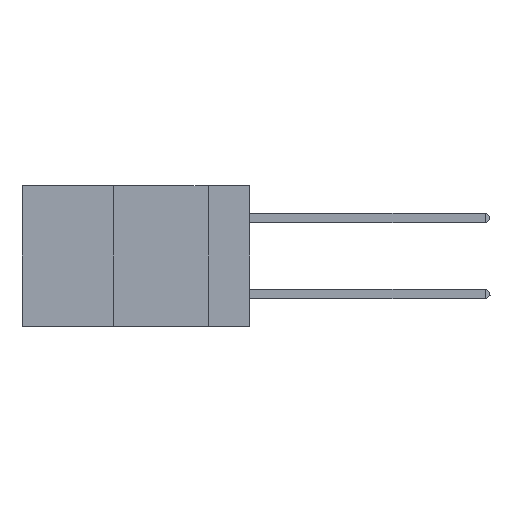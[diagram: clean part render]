
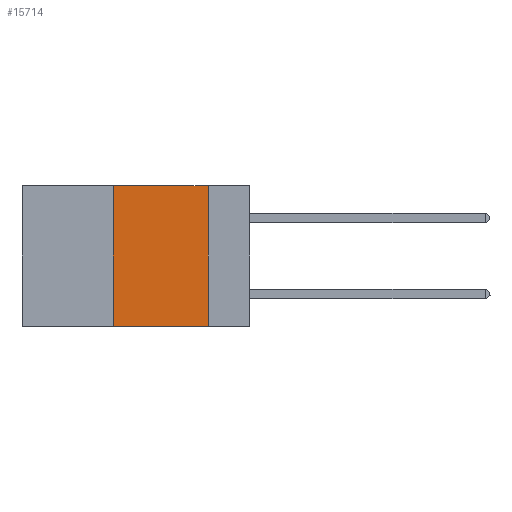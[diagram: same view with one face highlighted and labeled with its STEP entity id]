
A CAD part, left-side view. The second image highlights one B-rep face of the part: STEP entity #15714.
In plain terms, the highlighted planar face has unit normal (-1, 0, 0).
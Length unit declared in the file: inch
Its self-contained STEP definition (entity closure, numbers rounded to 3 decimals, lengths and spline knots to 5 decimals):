
#267 = ORIENTED_EDGE ( 'NONE', *, *, #17133, .F. ) ;
#287 = CARTESIAN_POINT ( 'NONE',  ( 0., 0.6, -0.37 ) ) ;
#417 = CARTESIAN_POINT ( 'NONE',  ( 0., 0.36, 0. ) ) ;
#1331 = CARTESIAN_POINT ( 'NONE',  ( 0., 0.36, -0.37 ) ) ;
#1498 = CARTESIAN_POINT ( 'NONE',  ( 0., 0.11, 0. ) ) ;
#2032 = VECTOR ( 'NONE', #3677, 39.37008 ) ;
#3677 = DIRECTION ( 'NONE',  ( 0., -1., 0. ) ) ;
#4875 = AXIS2_PLACEMENT_3D ( 'NONE', #20411, #11492, #13258 ) ;
#5396 = ORIENTED_EDGE ( 'NONE', *, *, #19634, .F. ) ;
#5490 = LINE ( 'NONE', #17812, #13457 ) ;
#5681 = DIRECTION ( 'NONE',  ( 0., -1., 0. ) ) ;
#6287 = ORIENTED_EDGE ( 'NONE', *, *, #12389, .T. ) ;
#6367 = ORIENTED_EDGE ( 'NONE', *, *, #9756, .F. ) ;
#6715 = LINE ( 'NONE', #19353, #2032 ) ;
#6788 = VERTEX_POINT ( 'NONE', #1331 ) ;
#6807 = LINE ( 'NONE', #287, #18569 ) ;
#9120 = VERTEX_POINT ( 'NONE', #417 ) ;
#9415 = DIRECTION ( 'NONE',  ( 0., 0., 1. ) ) ;
#9527 = CARTESIAN_POINT ( 'NONE',  ( 0., 0.11, -0.37 ) ) ;
#9756 = EDGE_CURVE ( 'NONE', #21861, #18591, #21307, .T. ) ;
#11492 = DIRECTION ( 'NONE',  ( 1., 0., 0. ) ) ;
#11938 = DIRECTION ( 'NONE',  ( 0., 0., -1. ) ) ;
#12389 = EDGE_CURVE ( 'NONE', #6788, #18591, #6807, .T. ) ;
#13258 = DIRECTION ( 'NONE',  ( 0., 0., -1. ) ) ;
#13457 = VECTOR ( 'NONE', #9415, 39.37008 ) ;
#14120 = EDGE_LOOP ( 'NONE', ( #6367, #267, #5396, #6287 ) ) ;
#15714 = ADVANCED_FACE ( 'NONE', ( #15872 ), #18822, .F. ) ;
#15872 = FACE_OUTER_BOUND ( 'NONE', #14120, .T. ) ;
#17133 = EDGE_CURVE ( 'NONE', #9120, #21861, #6715, .T. ) ;
#17788 = VECTOR ( 'NONE', #11938, 39.37008 ) ;
#17812 = CARTESIAN_POINT ( 'NONE',  ( 0., 0.36, 0. ) ) ;
#18569 = VECTOR ( 'NONE', #5681, 39.37008 ) ;
#18591 = VERTEX_POINT ( 'NONE', #9527 ) ;
#18822 = PLANE ( 'NONE',  #4875 ) ;
#19353 = CARTESIAN_POINT ( 'NONE',  ( 0., 0.6, 0. ) ) ;
#19634 = EDGE_CURVE ( 'NONE', #6788, #9120, #5490, .T. ) ;
#20411 = CARTESIAN_POINT ( 'NONE',  ( 0., 0.6, 0. ) ) ;
#21307 = LINE ( 'NONE', #21916, #17788 ) ;
#21861 = VERTEX_POINT ( 'NONE', #1498 ) ;
#21916 = CARTESIAN_POINT ( 'NONE',  ( 0., 0.11, 0. ) ) ;
